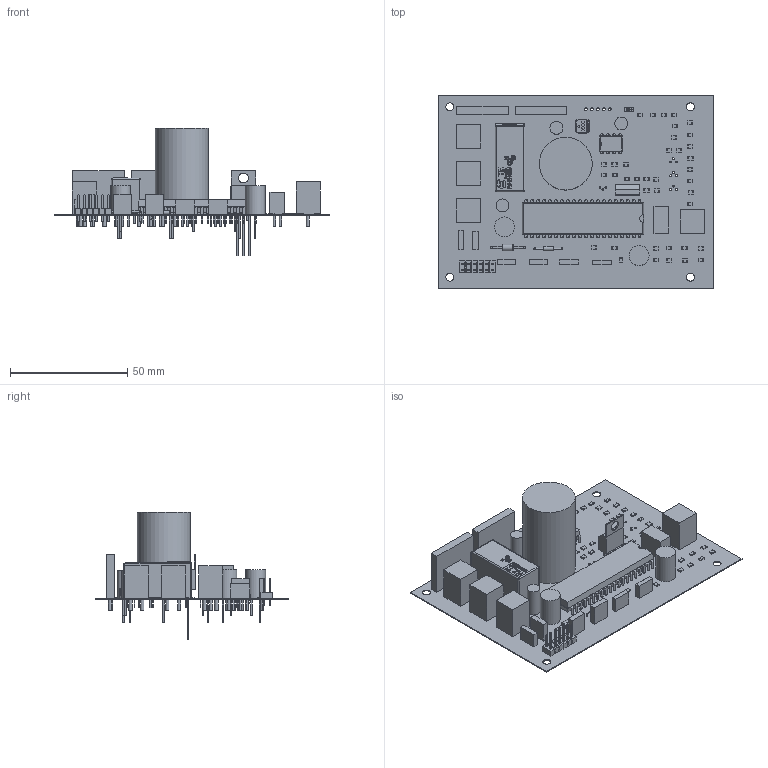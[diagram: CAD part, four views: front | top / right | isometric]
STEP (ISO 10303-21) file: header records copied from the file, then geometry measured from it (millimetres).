
FILE_DESCRIPTION(('Open CASCADE Model'),'2;1');
FILE_NAME('Open CASCADE Shape Model','2022-05-04T11:00:57',('Author'),( 'Open CASCADE'),'Open CASCADE STEP processor 6.8','Open CASCADE 6.8' ,'Unknown');
FILE_SCHEMA(('AUTOMOTIVE_DESIGN { 1 0 10303 214 1 1 1 1 }'));
Length unit declared in the file: millimetre
Products named in the file (155): PCB; Board; Open CASCADE STEP translator 6.8 1.1.1; K11_V2; 5855063920; Body; LeadsArray; T3; 5855065120; Tab; PinsArray; RE1; Relay_TE_Connectivity_RT424005_eec; 1; 2; TE_connectivity_Logo_1; R22; 6059062560; Extruded; 6059062720; R21; R20; R19; R18; R17; R16; R15; R14; R13; R12; R11; R10; R9; R8; R7; R6; 6059060880; 6059060720; R5; R4 ...
Assembly tree (280 placements, depth 4):
  PCB
    Board
      Open CASCADE STEP translator 6.8 1.1.1
    K11_V2
      5855063920
        Body
        LeadsArray
    T3
      5855065120
        Tab
        Body
        PinsArray
    RE1
      Relay_TE_Connectivity_RT424005_eec
        1
        2
        TE_connectivity_Logo_1
    R22
      6059062560  x2
        Extruded
      6059062720
        Extruded
    R21
      6059062560  x2
        Extruded
      6059062720
        Extruded
    R20
      6059062560  x2
        Extruded
      6059062720
        Extruded
    R19
      6059062560  x2
        Extruded
      6059062720
        Extruded
    R18
      6059062560  x2
        Extruded
      6059062720
        Extruded
    R17
      6059062560  x2
        Extruded
      6059062720
        Extruded
    R16
      6059062560  x2
        Extruded
      6059062720
        Extruded
    R15
      6059062560  x2
        Extruded
      6059062720
        Extruded
    R14
      6059062560  x2
        Extruded
Bounding box: 117.5 x 82.5 x 54.51 mm (x, y, z)
Volume: 42123.3 mm3; surface area: 40890.6 mm2
Topology: 347 solids, 347 shells, 3120 faces, 6936 edges, 4552 vertices
Faces by surface type: plane 2555, cylinder 349, bspline 202, cone 6, torus 3, revolution 3, sphere 2
Full cylindrical faces by diameter (mm): 0.422 x1, 0.518 x1, 0.55 x6, 0.56 x4, 0.6 x6, 0.65 x12, 0.75 x8, 0.758 x8, 0.784 x40, 0.8 x8, 0.81 x12, 0.82 x9, 0.85 x12, 0.9 x4, 1 x2, 1.02 x9, 1.07 x16, 1.1 x14, 1.15 x5, 1.27 x4, 1.28 x3, 1.3 x8, 1.38 x32, 1.4 x16, 1.58 x8, 1.6 x8, 1.63 x1, 1.85 x1, 2.7 x1, 3.4 x4
Entity records: 77305 total; most frequent: CARTESIAN_POINT 18206, ORIENTED_EDGE 10788, DIRECTION 10289, EDGE_CURVE 5394, LINE 4384, VECTOR 4384, VERTEX_POINT 3524, AXIS2_PLACEMENT_3D 2951
